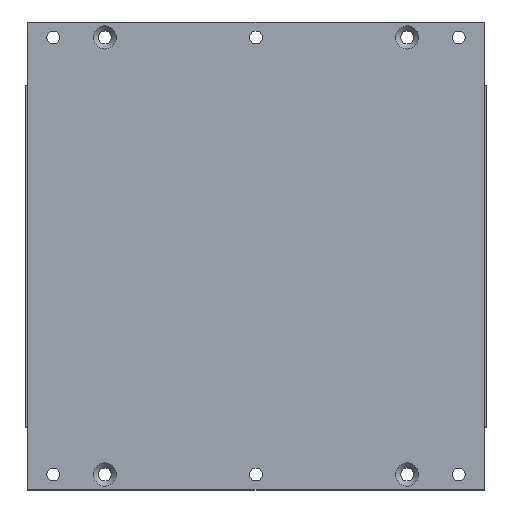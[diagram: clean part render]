
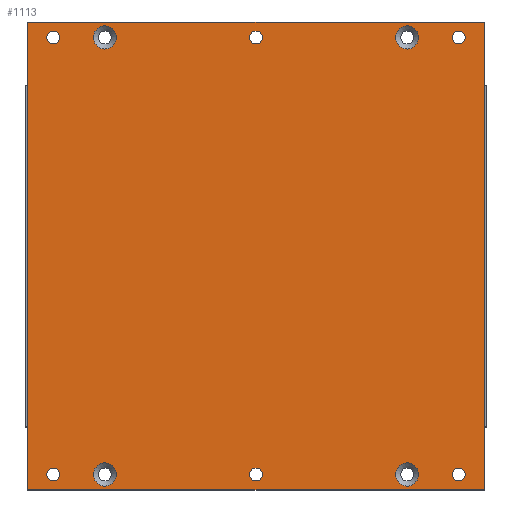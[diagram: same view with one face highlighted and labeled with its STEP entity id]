
A CAD part, top view. The second image highlights one B-rep face of the part: STEP entity #1113.
In plain terms, the highlighted planar face has unit normal (0, 0, 1).
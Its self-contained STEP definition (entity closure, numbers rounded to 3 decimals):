
#13=FACE_BOUND('',#226,.T.);
#14=FACE_BOUND('',#227,.T.);
#15=FACE_BOUND('',#228,.T.);
#16=FACE_BOUND('',#229,.T.);
#17=FACE_BOUND('',#230,.T.);
#18=FACE_BOUND('',#231,.T.);
#19=FACE_BOUND('',#232,.T.);
#20=FACE_BOUND('',#233,.T.);
#21=FACE_BOUND('',#234,.T.);
#22=FACE_BOUND('',#235,.T.);
#37=CIRCLE('',#1167,8.75);
#38=CIRCLE('',#1168,8.75);
#40=CIRCLE('',#1171,8.75);
#41=CIRCLE('',#1172,8.75);
#43=CIRCLE('',#1175,15.75);
#44=CIRCLE('',#1176,15.75);
#49=CIRCLE('',#1183,15.75);
#50=CIRCLE('',#1184,15.75);
#55=CIRCLE('',#1191,15.75);
#56=CIRCLE('',#1192,15.75);
#61=CIRCLE('',#1199,15.75);
#62=CIRCLE('',#1200,15.75);
#67=CIRCLE('',#1207,8.75);
#68=CIRCLE('',#1208,8.75);
#71=CIRCLE('',#1212,8.75);
#72=CIRCLE('',#1213,8.75);
#75=CIRCLE('',#1217,8.75);
#76=CIRCLE('',#1218,8.75);
#79=CIRCLE('',#1222,8.75);
#80=CIRCLE('',#1223,8.75);
#167=FACE_OUTER_BOUND('',#225,.T.);
#225=EDGE_LOOP('',(#923,#924,#925,#926));
#226=EDGE_LOOP('',(#927,#928));
#227=EDGE_LOOP('',(#929,#930));
#228=EDGE_LOOP('',(#931,#932));
#229=EDGE_LOOP('',(#933,#934));
#230=EDGE_LOOP('',(#935,#936));
#231=EDGE_LOOP('',(#937,#938));
#232=EDGE_LOOP('',(#939,#940));
#233=EDGE_LOOP('',(#941,#942));
#234=EDGE_LOOP('',(#943,#944));
#235=EDGE_LOOP('',(#945,#946));
#337=LINE('',#2062,#419);
#341=LINE('',#2070,#423);
#344=LINE('',#2076,#426);
#347=LINE('',#2081,#429);
#419=VECTOR('',#1486,10.);
#423=VECTOR('',#1492,10.);
#426=VECTOR('',#1497,10.);
#429=VECTOR('',#1502,10.);
#471=VERTEX_POINT('',#1940);
#472=VERTEX_POINT('',#1941);
#474=VERTEX_POINT('',#1948);
#475=VERTEX_POINT('',#1949);
#477=VERTEX_POINT('',#1956);
#478=VERTEX_POINT('',#1957);
#483=VERTEX_POINT('',#1972);
#484=VERTEX_POINT('',#1973);
#489=VERTEX_POINT('',#1988);
#490=VERTEX_POINT('',#1989);
#495=VERTEX_POINT('',#2004);
#496=VERTEX_POINT('',#2005);
#501=VERTEX_POINT('',#2020);
#502=VERTEX_POINT('',#2021);
#505=VERTEX_POINT('',#2030);
#506=VERTEX_POINT('',#2031);
#509=VERTEX_POINT('',#2040);
#510=VERTEX_POINT('',#2041);
#513=VERTEX_POINT('',#2050);
#514=VERTEX_POINT('',#2051);
#517=VERTEX_POINT('',#2060);
#518=VERTEX_POINT('',#2061);
#521=VERTEX_POINT('',#2069);
#523=VERTEX_POINT('',#2075);
#601=EDGE_CURVE('',#471,#472,#37,.T.);
#602=EDGE_CURVE('',#472,#471,#38,.T.);
#605=EDGE_CURVE('',#474,#475,#40,.T.);
#606=EDGE_CURVE('',#475,#474,#41,.T.);
#609=EDGE_CURVE('',#477,#478,#43,.T.);
#610=EDGE_CURVE('',#478,#477,#44,.T.);
#617=EDGE_CURVE('',#483,#484,#49,.T.);
#618=EDGE_CURVE('',#484,#483,#50,.T.);
#625=EDGE_CURVE('',#489,#490,#55,.T.);
#626=EDGE_CURVE('',#490,#489,#56,.T.);
#633=EDGE_CURVE('',#495,#496,#61,.T.);
#634=EDGE_CURVE('',#496,#495,#62,.T.);
#641=EDGE_CURVE('',#501,#502,#67,.T.);
#642=EDGE_CURVE('',#502,#501,#68,.T.);
#646=EDGE_CURVE('',#505,#506,#71,.T.);
#647=EDGE_CURVE('',#506,#505,#72,.T.);
#651=EDGE_CURVE('',#509,#510,#75,.T.);
#652=EDGE_CURVE('',#510,#509,#76,.T.);
#656=EDGE_CURVE('',#513,#514,#79,.T.);
#657=EDGE_CURVE('',#514,#513,#80,.T.);
#661=EDGE_CURVE('',#517,#518,#337,.T.);
#665=EDGE_CURVE('',#518,#521,#341,.T.);
#668=EDGE_CURVE('',#521,#523,#344,.T.);
#671=EDGE_CURVE('',#523,#517,#347,.T.);
#923=ORIENTED_EDGE('',*,*,#661,.F.);
#924=ORIENTED_EDGE('',*,*,#671,.F.);
#925=ORIENTED_EDGE('',*,*,#668,.F.);
#926=ORIENTED_EDGE('',*,*,#665,.F.);
#927=ORIENTED_EDGE('',*,*,#601,.T.);
#928=ORIENTED_EDGE('',*,*,#602,.T.);
#929=ORIENTED_EDGE('',*,*,#605,.T.);
#930=ORIENTED_EDGE('',*,*,#606,.T.);
#931=ORIENTED_EDGE('',*,*,#609,.T.);
#932=ORIENTED_EDGE('',*,*,#610,.T.);
#933=ORIENTED_EDGE('',*,*,#617,.T.);
#934=ORIENTED_EDGE('',*,*,#618,.T.);
#935=ORIENTED_EDGE('',*,*,#625,.T.);
#936=ORIENTED_EDGE('',*,*,#626,.T.);
#937=ORIENTED_EDGE('',*,*,#633,.T.);
#938=ORIENTED_EDGE('',*,*,#634,.T.);
#939=ORIENTED_EDGE('',*,*,#641,.T.);
#940=ORIENTED_EDGE('',*,*,#642,.T.);
#941=ORIENTED_EDGE('',*,*,#646,.T.);
#942=ORIENTED_EDGE('',*,*,#647,.T.);
#943=ORIENTED_EDGE('',*,*,#651,.T.);
#944=ORIENTED_EDGE('',*,*,#652,.T.);
#945=ORIENTED_EDGE('',*,*,#656,.T.);
#946=ORIENTED_EDGE('',*,*,#657,.T.);
#995=PLANE('',#1230);
#1113=ADVANCED_FACE('',(#167,#13,#14,#15,#16,#17,#18,#19,#20,#21,#22),#995,
 .T.);
#1167=AXIS2_PLACEMENT_3D('',#1942,#1352,#1353);
#1168=AXIS2_PLACEMENT_3D('',#1943,#1354,#1355);
#1171=AXIS2_PLACEMENT_3D('',#1950,#1361,#1362);
#1172=AXIS2_PLACEMENT_3D('',#1951,#1363,#1364);
#1175=AXIS2_PLACEMENT_3D('',#1958,#1370,#1371);
#1176=AXIS2_PLACEMENT_3D('',#1959,#1372,#1373);
#1183=AXIS2_PLACEMENT_3D('',#1974,#1388,#1389);
#1184=AXIS2_PLACEMENT_3D('',#1975,#1390,#1391);
#1191=AXIS2_PLACEMENT_3D('',#1990,#1406,#1407);
#1192=AXIS2_PLACEMENT_3D('',#1991,#1408,#1409);
#1199=AXIS2_PLACEMENT_3D('',#2006,#1424,#1425);
#1200=AXIS2_PLACEMENT_3D('',#2007,#1426,#1427);
#1207=AXIS2_PLACEMENT_3D('',#2022,#1442,#1443);
#1208=AXIS2_PLACEMENT_3D('',#2023,#1444,#1445);
#1212=AXIS2_PLACEMENT_3D('',#2032,#1453,#1454);
#1213=AXIS2_PLACEMENT_3D('',#2033,#1455,#1456);
#1217=AXIS2_PLACEMENT_3D('',#2042,#1464,#1465);
#1218=AXIS2_PLACEMENT_3D('',#2043,#1466,#1467);
#1222=AXIS2_PLACEMENT_3D('',#2052,#1475,#1476);
#1223=AXIS2_PLACEMENT_3D('',#2053,#1477,#1478);
#1230=AXIS2_PLACEMENT_3D('',#2083,#1504,#1505);
#1352=DIRECTION('center_axis',(0.,0.,
-1.));
#1353=DIRECTION('ref_axis',(-1.,0.,0.));
#1354=DIRECTION('center_axis',(0.,0.,
-1.));
#1355=DIRECTION('ref_axis',(-1.,0.,0.));
#1361=DIRECTION('center_axis',(0.,0.,
-1.));
#1362=DIRECTION('ref_axis',(-1.,0.,0.));
#1363=DIRECTION('center_axis',(0.,0.,
-1.));
#1364=DIRECTION('ref_axis',(-1.,0.,0.));
#1370=DIRECTION('center_axis',(0.,0.,
-1.));
#1371=DIRECTION('ref_axis',(-1.,0.,0.));
#1372=DIRECTION('center_axis',(0.,0.,
-1.));
#1373=DIRECTION('ref_axis',(-1.,0.,0.));
#1388=DIRECTION('center_axis',(0.,0.,
-1.));
#1389=DIRECTION('ref_axis',(-1.,0.,0.));
#1390=DIRECTION('center_axis',(0.,0.,
-1.));
#1391=DIRECTION('ref_axis',(-1.,0.,0.));
#1406=DIRECTION('center_axis',(0.,0.,
-1.));
#1407=DIRECTION('ref_axis',(-1.,0.,0.));
#1408=DIRECTION('center_axis',(0.,0.,
-1.));
#1409=DIRECTION('ref_axis',(-1.,0.,0.));
#1424=DIRECTION('center_axis',(0.,0.,
-1.));
#1425=DIRECTION('ref_axis',(-1.,0.,0.));
#1426=DIRECTION('center_axis',(0.,0.,
-1.));
#1427=DIRECTION('ref_axis',(-1.,0.,0.));
#1442=DIRECTION('center_axis',(0.,0.,
-1.));
#1443=DIRECTION('ref_axis',(-1.,0.,0.));
#1444=DIRECTION('center_axis',(0.,0.,
-1.));
#1445=DIRECTION('ref_axis',(-1.,0.,0.));
#1453=DIRECTION('center_axis',(0.,0.,
-1.));
#1454=DIRECTION('ref_axis',(-1.,0.,0.));
#1455=DIRECTION('center_axis',(0.,0.,
-1.));
#1456=DIRECTION('ref_axis',(-1.,0.,0.));
#1464=DIRECTION('center_axis',(0.,0.,
-1.));
#1465=DIRECTION('ref_axis',(-1.,0.,0.));
#1466=DIRECTION('center_axis',(0.,0.,
-1.));
#1467=DIRECTION('ref_axis',(-1.,0.,0.));
#1475=DIRECTION('center_axis',(0.,0.,
-1.));
#1476=DIRECTION('ref_axis',(-1.,0.,0.));
#1477=DIRECTION('center_axis',(0.,0.,
-1.));
#1478=DIRECTION('ref_axis',(-1.,0.,0.));
#1486=DIRECTION('',(0.,1.,0.));
#1492=DIRECTION('',(1.,0.,0.));
#1497=DIRECTION('',(0.,-1.,0.));
#1502=DIRECTION('',(-1.,0.,0.));
#1504=DIRECTION('center_axis',(0.,0.,
1.));
#1505=DIRECTION('ref_axis',(-1.,0.,0.));
#1940=CARTESIAN_POINT('',(-8.75,-296.5,0.));
#1941=CARTESIAN_POINT('',(8.75,-296.5,0.));
#1942=CARTESIAN_POINT('Origin',(0.,-296.5,0.));
#1943=CARTESIAN_POINT('Origin',(0.,-296.5,0.));
#1948=CARTESIAN_POINT('',(-8.75,296.5,0.));
#1949=CARTESIAN_POINT('',(8.75,296.5,0.));
#1950=CARTESIAN_POINT('Origin',(0.,296.5,0.));
#1951=CARTESIAN_POINT('Origin',(0.,296.5,0.));
#1956=CARTESIAN_POINT('',(189.25,296.5,0.));
#1957=CARTESIAN_POINT('',(220.75,296.5,0.));
#1958=CARTESIAN_POINT('Origin',(205.,296.5,0.));
#1959=CARTESIAN_POINT('Origin',(205.,296.5,0.));
#1972=CARTESIAN_POINT('',(189.25,-296.5,0.));
#1973=CARTESIAN_POINT('',(220.75,-296.5,0.));
#1974=CARTESIAN_POINT('Origin',(205.,-296.5,0.));
#1975=CARTESIAN_POINT('Origin',(205.,-296.5,0.));
#1988=CARTESIAN_POINT('',(-220.75,-296.5,0.));
#1989=CARTESIAN_POINT('',(-189.25,-296.5,0.));
#1990=CARTESIAN_POINT('Origin',(-205.,-296.5,0.));
#1991=CARTESIAN_POINT('Origin',(-205.,-296.5,0.));
#2004=CARTESIAN_POINT('',(-220.75,296.5,0.));
#2005=CARTESIAN_POINT('',(-189.25,296.5,0.));
#2006=CARTESIAN_POINT('Origin',(-205.,296.5,0.));
#2007=CARTESIAN_POINT('Origin',(-205.,296.5,0.));
#2020=CARTESIAN_POINT('',(-283.75,-296.5,0.));
#2021=CARTESIAN_POINT('',(-266.25,-296.5,0.));
#2022=CARTESIAN_POINT('Origin',(-275.,-296.5,0.));
#2023=CARTESIAN_POINT('Origin',(-275.,-296.5,0.));
#2030=CARTESIAN_POINT('',(266.25,-296.5,0.));
#2031=CARTESIAN_POINT('',(283.75,-296.5,0.));
#2032=CARTESIAN_POINT('Origin',(275.,-296.5,0.));
#2033=CARTESIAN_POINT('Origin',(275.,-296.5,0.));
#2040=CARTESIAN_POINT('',(266.25,296.5,0.));
#2041=CARTESIAN_POINT('',(283.75,296.5,0.));
#2042=CARTESIAN_POINT('Origin',(275.,296.5,0.));
#2043=CARTESIAN_POINT('Origin',(275.,296.5,0.));
#2050=CARTESIAN_POINT('',(-283.75,296.5,0.));
#2051=CARTESIAN_POINT('',(-266.25,296.5,0.));
#2052=CARTESIAN_POINT('Origin',(-275.,296.5,0.));
#2053=CARTESIAN_POINT('Origin',(-275.,296.5,0.));
#2060=CARTESIAN_POINT('',(-310.,-317.5,0.));
#2061=CARTESIAN_POINT('',(-310.,317.5,0.));
#2062=CARTESIAN_POINT('',(-310.,-317.5,0.));
#2069=CARTESIAN_POINT('',(310.,317.5,0.));
#2070=CARTESIAN_POINT('',(-310.,317.5,0.));
#2075=CARTESIAN_POINT('',(310.,-317.5,0.));
#2076=CARTESIAN_POINT('',(310.,317.5,0.));
#2081=CARTESIAN_POINT('',(310.,-317.5,0.));
#2083=CARTESIAN_POINT('Origin',(0.,0.,
0.));
